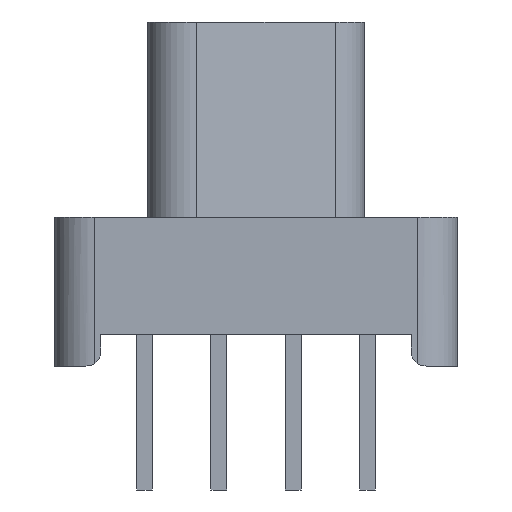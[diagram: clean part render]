
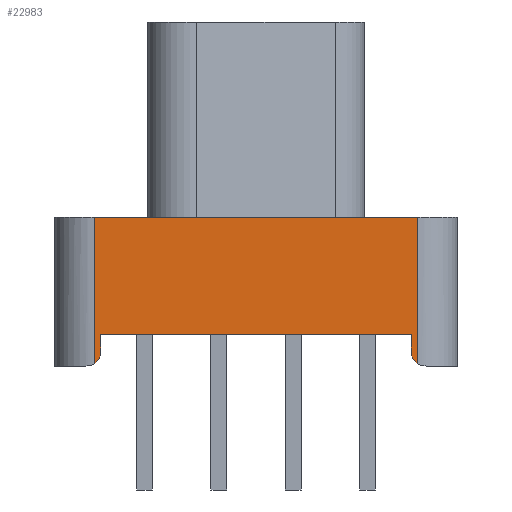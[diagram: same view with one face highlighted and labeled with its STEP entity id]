
A CAD part, left-side view. The second image highlights one B-rep face of the part: STEP entity #22983.
In plain terms, the highlighted planar face has unit normal (-1, 0, 0).
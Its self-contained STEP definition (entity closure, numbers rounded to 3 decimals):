
#124=DIRECTION('',(0.,-1.,0.));
#125=VECTOR('',#124,8.28);
#126=CARTESIAN_POINT('',(-31.941,4.14,-5.004));
#127=LINE('',#126,#125);
#6285=DIRECTION('',(0.,0.,-1.));
#6286=VECTOR('',#6285,3.743);
#6287=CARTESIAN_POINT('',(-31.941,-4.14,-5.004));
#6288=LINE('',#6287,#6286);
#6383=CARTESIAN_POINT('',(-31.941,4.14,-8.747));
#6389=DIRECTION('',(0.,0.,1.));
#6390=VECTOR('',#6389,0.432);
#6391=CARTESIAN_POINT('',(-31.941,3.975,-8.433));
#6392=LINE('',#6391,#6390);
#6393=CARTESIAN_POINT('',(-31.941,4.356,-8.433));
#6394=DIRECTION('',(1.,0.,0.));
#6395=DIRECTION('',(0.,-1.,0.));
#6396=AXIS2_PLACEMENT_3D('',#6393,#6394,#6395);
#6398=DIRECTION('',(0.,0.,-1.));
#6399=VECTOR('',#6398,3.743);
#6400=CARTESIAN_POINT('',(-31.941,4.14,-5.004));
#6401=LINE('',#6400,#6399);
#6402=CARTESIAN_POINT('',(-31.941,-4.356,-8.433));
#6403=DIRECTION('',(1.,0.,0.));
#6404=DIRECTION('',(0.,0.567,-0.824));
#6405=AXIS2_PLACEMENT_3D('',#6402,#6403,#6404);
#6407=DIRECTION('',(0.,0.,-1.));
#6408=VECTOR('',#6407,0.432);
#6409=CARTESIAN_POINT('',(-31.941,-3.975,-8.001));
#6410=LINE('',#6409,#6408);
#6411=DIRECTION('',(0.,-1.,0.));
#6412=VECTOR('',#6411,7.95);
#6413=CARTESIAN_POINT('',(-31.941,3.975,-8.001));
#6414=LINE('',#6413,#6412);
#10149=CARTESIAN_POINT('',(-31.941,4.14,-5.004));
#10151=VERTEX_POINT('',#10149);
#10152=CARTESIAN_POINT('',(-31.941,-4.14,-5.004));
#10153=VERTEX_POINT('',#10152);
#10213=VERTEX_POINT('',#6383);
#10214=CARTESIAN_POINT('',(-31.941,3.975,-8.433));
#10215=CARTESIAN_POINT('',(-31.941,3.975,-8.001));
#10216=VERTEX_POINT('',#10214);
#10217=VERTEX_POINT('',#10215);
#10218=CARTESIAN_POINT('',(-31.941,-3.975,-8.001));
#10219=VERTEX_POINT('',#10218);
#10220=CARTESIAN_POINT('',(-31.941,-3.975,-8.433));
#10221=VERTEX_POINT('',#10220);
#10222=CARTESIAN_POINT('',(-31.941,-4.14,-8.747));
#10223=VERTEX_POINT('',#10222);
#22967=CARTESIAN_POINT('',(-31.941,4.14,-5.004));
#22968=DIRECTION('',(-1.,0.,0.));
#22969=DIRECTION('',(0.,-1.,0.));
#22970=AXIS2_PLACEMENT_3D('',#22967,#22968,#22969);
#22971=PLANE('',#22970);
#22972=ORIENTED_EDGE('',*,*,#22906,.F.);
#22973=ORIENTED_EDGE('',*,*,#22934,.T.);
#22974=ORIENTED_EDGE('',*,*,#22962,.F.);
#22975=ORIENTED_EDGE('',*,*,#13477,.T.);
#22976=ORIENTED_EDGE('',*,*,#22811,.T.);
#22977=ORIENTED_EDGE('',*,*,#22843,.T.);
#22979=ORIENTED_EDGE('',*,*,#22978,.F.);
#22980=ORIENTED_EDGE('',*,*,#13649,.F.);
#22981=EDGE_LOOP('',(#22972,#22973,#22974,#22975,#22976,#22977,#22979,#22980));
#22982=FACE_OUTER_BOUND('',#22981,.F.);
#22983=ADVANCED_FACE('',(#22982),#22971,.T.);
#6397=CIRCLE('',#6396,0.381);
#6406=CIRCLE('',#6405,0.381);
#13477=EDGE_CURVE('',#10151,#10153,#127,.T.);
#13649=EDGE_CURVE('',#10217,#10219,#6414,.T.);
#22811=EDGE_CURVE('',#10153,#10223,#6288,.T.);
#22843=EDGE_CURVE('',#10223,#10221,#6406,.T.);
#22906=EDGE_CURVE('',#10216,#10217,#6392,.T.);
#22934=EDGE_CURVE('',#10216,#10213,#6397,.T.);
#22962=EDGE_CURVE('',#10151,#10213,#6401,.T.);
#22978=EDGE_CURVE('',#10219,#10221,#6410,.T.);
